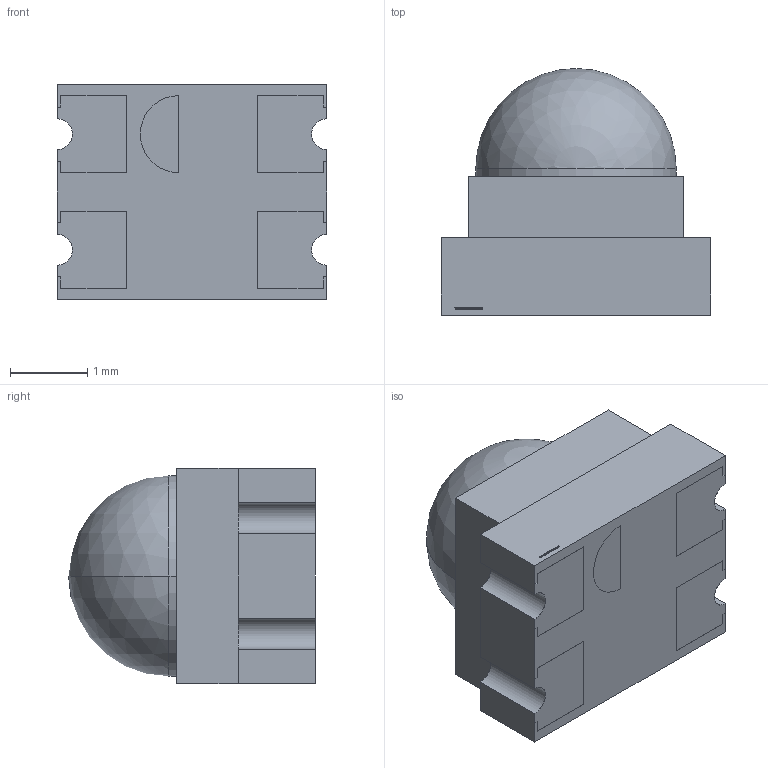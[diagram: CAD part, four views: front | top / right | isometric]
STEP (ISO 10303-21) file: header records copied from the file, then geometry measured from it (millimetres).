
FILE_DESCRIPTION (( 'STEP AP214' ), '1' );
FILE_NAME ('XZxx45W-6.STEP', '2015-09-11T17:46:59', ( '' ), ( '' ), 'SwSTEP 2.0', 'SolidWorks 2012', '' );
FILE_SCHEMA (( 'AUTOMOTIVE_DESIGN' ));
Length unit declared in the file: millimetre
Products named in the file (1): XZxx45W-6
Bounding box: 3.5 x 3.2 x 2.8 mm (x, y, z)
Volume: 21 mm3; surface area: 72 mm2
Topology: 12 solids, 12 shells, 330 faces, 858 edges, 571 vertices
Faces by surface type: plane 210, bspline 99, cylinder 19, sphere 2
Entity records: 18315 total; most frequent: CARTESIAN_POINT 7109, ORIENTED_EDGE 1708, DIRECTION 1160, EDGE_CURVE 854, VECTOR 616, LINE 616, VERTEX_POINT 569, EDGE_LOOP 351
